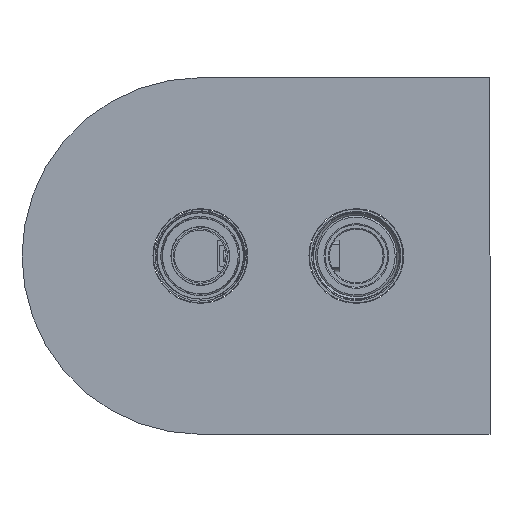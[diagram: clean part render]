
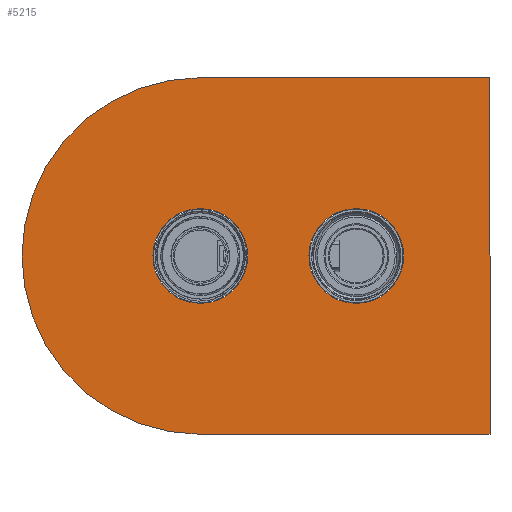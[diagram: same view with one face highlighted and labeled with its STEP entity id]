
A CAD part, front view. The second image highlights one B-rep face of the part: STEP entity #5215.
In plain terms, the highlighted planar face has unit normal (0, -1, 0).
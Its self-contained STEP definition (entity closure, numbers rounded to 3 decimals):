
#136 = DIRECTION ( 'NONE',  ( 0., -1., 0. ) ) ;
#311 = FACE_OUTER_BOUND ( 'NONE', #4830, .T. ) ;
#646 = DIRECTION ( 'NONE',  ( 0., -1., 0. ) ) ;
#856 = AXIS2_PLACEMENT_3D ( 'NONE', #3778, #5694, #1191 ) ;
#1042 = LINE ( 'NONE', #2835, #6504 ) ;
#1186 = ORIENTED_EDGE ( 'NONE', *, *, #7089, .T. ) ;
#1191 = DIRECTION ( 'NONE',  ( 0., 0., -1. ) ) ;
#1194 = DIRECTION ( 'NONE',  ( 0., 0., -1. ) ) ;
#1334 = AXIS2_PLACEMENT_3D ( 'NONE', #3912, #2589, #4481 ) ;
#2122 = ORIENTED_EDGE ( 'NONE', *, *, #4374, .T. ) ;
#2224 = VECTOR ( 'NONE', #4092, 1000. ) ;
#2464 = VERTEX_POINT ( 'NONE', #6911 ) ;
#2512 = PLANE ( 'NONE',  #2546 ) ;
#2546 = AXIS2_PLACEMENT_3D ( 'NONE', #6426, #646, #1194 ) ;
#2589 = DIRECTION ( 'NONE',  ( 0., -1., 0. ) ) ;
#2835 = CARTESIAN_POINT ( 'NONE',  ( 130., -9.3, -80. ) ) ;
#2923 = EDGE_CURVE ( 'NONE', #7884, #3022, #1042, .T. ) ;
#3022 = VERTEX_POINT ( 'NONE', #6838 ) ;
#3215 = VERTEX_POINT ( 'NONE', #6193 ) ;
#3293 = AXIS2_PLACEMENT_3D ( 'NONE', #7885, #136, #7271 ) ;
#3299 = EDGE_LOOP ( 'NONE', ( #8273 ) ) ;
#3350 = FACE_BOUND ( 'NONE', #3299, .T. ) ;
#3402 = VERTEX_POINT ( 'NONE', #8307 ) ;
#3778 = CARTESIAN_POINT ( 'NONE',  ( 0., -9.3, 0. ) ) ;
#3912 = CARTESIAN_POINT ( 'NONE',  ( 0., -9.3, 0. ) ) ;
#3931 = DIRECTION ( 'NONE',  ( -1., 0., 0. ) ) ;
#4092 = DIRECTION ( 'NONE',  ( 1., 0., 0. ) ) ;
#4233 = VERTEX_POINT ( 'NONE', #7569 ) ;
#4374 = EDGE_CURVE ( 'NONE', #3022, #2464, #5778, .T. ) ;
#4481 = DIRECTION ( 'NONE',  ( 0., 0., -1. ) ) ;
#4607 = ORIENTED_EDGE ( 'NONE', *, *, #7939, .F. ) ;
#4671 = VECTOR ( 'NONE', #3931, 1000. ) ;
#4830 = EDGE_LOOP ( 'NONE', ( #1186, #7787, #2122, #5032 ) ) ;
#4870 = CIRCLE ( 'NONE', #1334, 80. ) ;
#5032 = ORIENTED_EDGE ( 'NONE', *, *, #6815, .T. ) ;
#5215 = ADVANCED_FACE ( 'NONE', ( #6189, #3350, #311 ), #2512, .T. ) ;
#5461 = DIRECTION ( 'NONE',  ( 0., 0., 1. ) ) ;
#5568 = CIRCLE ( 'NONE', #856, 21.25 ) ;
#5694 = DIRECTION ( 'NONE',  ( 0., -1., 0. ) ) ;
#5778 = LINE ( 'NONE', #6526, #4671 ) ;
#5861 = CIRCLE ( 'NONE', #3293, 21.25 ) ;
#6170 = LINE ( 'NONE', #6745, #2224 ) ;
#6189 = FACE_BOUND ( 'NONE', #7474, .T. ) ;
#6193 = CARTESIAN_POINT ( 'NONE',  ( 70., -9.3, -21.25 ) ) ;
#6426 = CARTESIAN_POINT ( 'NONE',  ( 0., -9.3, 0. ) ) ;
#6504 = VECTOR ( 'NONE', #5461, 1000. ) ;
#6526 = CARTESIAN_POINT ( 'NONE',  ( 130., -9.3, 80. ) ) ;
#6745 = CARTESIAN_POINT ( 'NONE',  ( 0., -9.3, -80. ) ) ;
#6815 = EDGE_CURVE ( 'NONE', #2464, #3402, #4870, .T. ) ;
#6838 = CARTESIAN_POINT ( 'NONE',  ( 130., -9.3, 80. ) ) ;
#6911 = CARTESIAN_POINT ( 'NONE',  ( 0., -9.3, 80. ) ) ;
#6936 = EDGE_CURVE ( 'NONE', #3215, #3215, #5861, .T. ) ;
#7089 = EDGE_CURVE ( 'NONE', #3402, #7884, #6170, .T. ) ;
#7271 = DIRECTION ( 'NONE',  ( 0., 0., -1. ) ) ;
#7474 = EDGE_LOOP ( 'NONE', ( #4607 ) ) ;
#7569 = CARTESIAN_POINT ( 'NONE',  ( 0., -9.3, -21.25 ) ) ;
#7787 = ORIENTED_EDGE ( 'NONE', *, *, #2923, .T. ) ;
#7884 = VERTEX_POINT ( 'NONE', #8029 ) ;
#7885 = CARTESIAN_POINT ( 'NONE',  ( 70., -9.3, 0. ) ) ;
#7939 = EDGE_CURVE ( 'NONE', #4233, #4233, #5568, .T. ) ;
#8029 = CARTESIAN_POINT ( 'NONE',  ( 130., -9.3, -80. ) ) ;
#8273 = ORIENTED_EDGE ( 'NONE', *, *, #6936, .F. ) ;
#8307 = CARTESIAN_POINT ( 'NONE',  ( 0., -9.3, -80. ) ) ;
